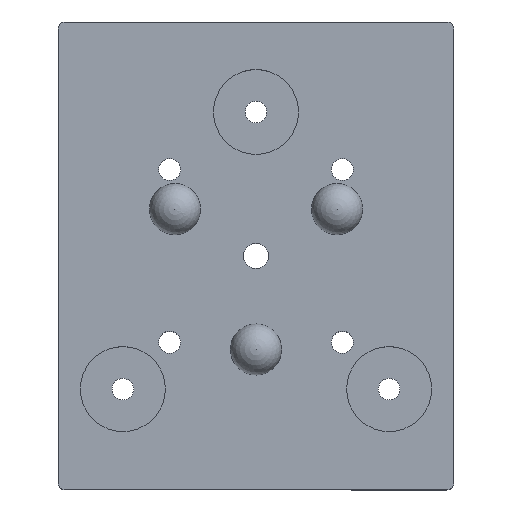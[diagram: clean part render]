
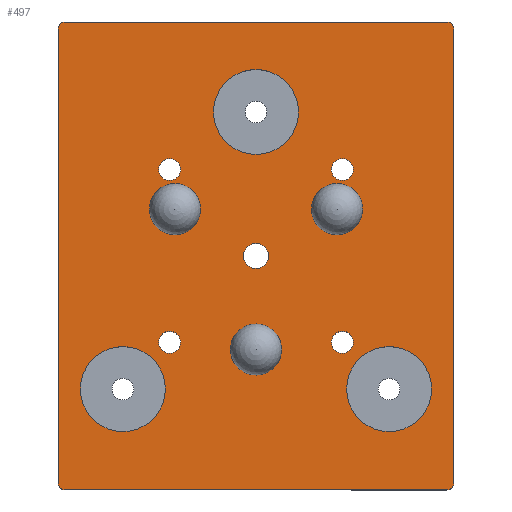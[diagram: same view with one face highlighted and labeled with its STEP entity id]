
A CAD part, top view. The second image highlights one B-rep face of the part: STEP entity #497.
In plain terms, the highlighted face is planar.
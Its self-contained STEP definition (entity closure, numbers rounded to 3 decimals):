
#37=FACE_BOUND('',#164,.T.);
#38=FACE_BOUND('',#165,.T.);
#39=FACE_BOUND('',#166,.T.);
#40=FACE_BOUND('',#167,.T.);
#41=FACE_BOUND('',#168,.T.);
#42=FACE_BOUND('',#169,.T.);
#43=FACE_BOUND('',#170,.T.);
#44=FACE_BOUND('',#171,.T.);
#45=FACE_BOUND('',#172,.T.);
#46=FACE_BOUND('',#173,.T.);
#47=FACE_BOUND('',#174,.T.);
#49=CIRCLE('',#517,1.525);
#51=CIRCLE('',#520,1.525);
#53=CIRCLE('',#523,1.525);
#55=CIRCLE('',#526,1.525);
#57=CIRCLE('',#529,1.75);
#58=CIRCLE('',#531,1.);
#60=CIRCLE('',#535,1.);
#62=CIRCLE('',#538,1.);
#64=CIRCLE('',#542,1.);
#71=CIRCLE('',#553,5.9);
#74=CIRCLE('',#558,5.9);
#77=CIRCLE('',#563,5.9);
#78=CIRCLE('',#568,3.55);
#80=CIRCLE('',#571,3.55);
#82=CIRCLE('',#574,3.55);
#125=FACE_OUTER_BOUND('',#163,.T.);
#163=EDGE_LOOP('',(#443,#444,#445,#446,#447,#448,#449,#450));
#164=EDGE_LOOP('',(#451));
#165=EDGE_LOOP('',(#452));
#166=EDGE_LOOP('',(#453));
#167=EDGE_LOOP('',(#454));
#168=EDGE_LOOP('',(#455));
#169=EDGE_LOOP('',(#456));
#170=EDGE_LOOP('',(#457));
#171=EDGE_LOOP('',(#458));
#172=EDGE_LOOP('',(#459));
#173=EDGE_LOOP('',(#460));
#174=EDGE_LOOP('',(#461));
#175=LINE('',#748,#202);
#186=LINE('',#795,#213);
#190=LINE('',#810,#217);
#194=LINE('',#821,#221);
#202=VECTOR('',#587,10.);
#213=VECTOR('',#636,10.);
#217=VECTOR('',#654,10.);
#221=VECTOR('',#666,10.);
#229=VERTEX_POINT('',#746);
#230=VERTEX_POINT('',#747);
#234=VERTEX_POINT('',#757);
#236=VERTEX_POINT('',#763);
#238=VERTEX_POINT('',#769);
#240=VERTEX_POINT('',#775);
#242=VERTEX_POINT('',#781);
#244=VERTEX_POINT('',#786);
#245=VERTEX_POINT('',#788);
#247=VERTEX_POINT('',#794);
#249=VERTEX_POINT('',#803);
#251=VERTEX_POINT('',#809);
#253=VERTEX_POINT('',#815);
#260=VERTEX_POINT('',#836);
#263=VERTEX_POINT('',#845);
#266=VERTEX_POINT('',#854);
#267=VERTEX_POINT('',#864);
#269=VERTEX_POINT('',#869);
#271=VERTEX_POINT('',#874);
#273=EDGE_CURVE('',#229,#230,#175,.T.);
#279=EDGE_CURVE('',#234,#234,#49,.T.);
#282=EDGE_CURVE('',#236,#236,#51,.T.);
#285=EDGE_CURVE('',#238,#238,#53,.T.);
#288=EDGE_CURVE('',#240,#240,#55,.T.);
#291=EDGE_CURVE('',#242,#242,#57,.T.);
#293=EDGE_CURVE('',#244,#245,#58,.T.);
#296=EDGE_CURVE('',#247,#245,#186,.T.);
#299=EDGE_CURVE('',#247,#229,#60,.T.);
#301=EDGE_CURVE('',#230,#249,#62,.T.);
#304=EDGE_CURVE('',#249,#251,#190,.T.);
#307=EDGE_CURVE('',#251,#253,#64,.T.);
#310=EDGE_CURVE('',#253,#244,#194,.T.);
#317=EDGE_CURVE('',#260,#260,#71,.T.);
#321=EDGE_CURVE('',#263,#263,#74,.T.);
#325=EDGE_CURVE('',#266,#266,#77,.T.);
#330=EDGE_CURVE('',#267,#267,#78,.T.);
#332=EDGE_CURVE('',#269,#269,#80,.T.);
#334=EDGE_CURVE('',#271,#271,#82,.T.);
#443=ORIENTED_EDGE('',*,*,#273,.F.);
#444=ORIENTED_EDGE('',*,*,#299,.F.);
#445=ORIENTED_EDGE('',*,*,#296,.T.);
#446=ORIENTED_EDGE('',*,*,#293,.F.);
#447=ORIENTED_EDGE('',*,*,#310,.F.);
#448=ORIENTED_EDGE('',*,*,#307,.F.);
#449=ORIENTED_EDGE('',*,*,#304,.F.);
#450=ORIENTED_EDGE('',*,*,#301,.F.);
#451=ORIENTED_EDGE('',*,*,#291,.T.);
#452=ORIENTED_EDGE('',*,*,#288,.T.);
#453=ORIENTED_EDGE('',*,*,#285,.T.);
#454=ORIENTED_EDGE('',*,*,#282,.T.);
#455=ORIENTED_EDGE('',*,*,#279,.T.);
#456=ORIENTED_EDGE('',*,*,#317,.T.);
#457=ORIENTED_EDGE('',*,*,#321,.T.);
#458=ORIENTED_EDGE('',*,*,#325,.T.);
#459=ORIENTED_EDGE('',*,*,#330,.T.);
#460=ORIENTED_EDGE('',*,*,#332,.T.);
#461=ORIENTED_EDGE('',*,*,#334,.T.);
#470=PLANE('',#576);
#497=ADVANCED_FACE('',(#125,#37,#38,#39,#40,#41,#42,#43,#44,#45,#46,#47),
#470,.T.);
#517=AXIS2_PLACEMENT_3D('',#759,#596,#597);
#520=AXIS2_PLACEMENT_3D('',#765,#603,#604);
#523=AXIS2_PLACEMENT_3D('',#771,#610,#611);
#526=AXIS2_PLACEMENT_3D('',#777,#617,#618);
#529=AXIS2_PLACEMENT_3D('',#783,#624,#625);
#531=AXIS2_PLACEMENT_3D('',#789,#629,#630);
#535=AXIS2_PLACEMENT_3D('',#800,#641,#642);
#538=AXIS2_PLACEMENT_3D('',#804,#647,#648);
#542=AXIS2_PLACEMENT_3D('',#816,#659,#660);
#553=AXIS2_PLACEMENT_3D('',#837,#684,#685);
#558=AXIS2_PLACEMENT_3D('',#846,#695,#696);
#563=AXIS2_PLACEMENT_3D('',#855,#706,#707);
#568=AXIS2_PLACEMENT_3D('',#865,#720,#721);
#571=AXIS2_PLACEMENT_3D('',#870,#726,#727);
#574=AXIS2_PLACEMENT_3D('',#875,#732,#733);
#576=AXIS2_PLACEMENT_3D('',#878,#736,#737);
#587=DIRECTION('',(0.,-1.,0.));
#596=DIRECTION('center_axis',(-1.,0.,0.));
#597=DIRECTION('ref_axis',(0.,0.,-1.));
#603=DIRECTION('center_axis',(-1.,0.,0.));
#604=DIRECTION('ref_axis',(0.,0.,-1.));
#610=DIRECTION('center_axis',(-1.,0.,0.));
#611=DIRECTION('ref_axis',(0.,0.,-1.));
#617=DIRECTION('center_axis',(-1.,0.,0.));
#618=DIRECTION('ref_axis',(0.,0.,-1.));
#624=DIRECTION('center_axis',(-1.,0.,0.));
#625=DIRECTION('ref_axis',(0.,0.,-1.));
#629=DIRECTION('center_axis',(-1.,0.,0.));
#630=DIRECTION('ref_axis',(0.,0.707,0.707));
#636=DIRECTION('',(0.,0.,1.));
#641=DIRECTION('center_axis',(-1.,0.,0.));
#642=DIRECTION('ref_axis',(0.,0.707,-0.707));
#647=DIRECTION('center_axis',(-1.,0.,0.));
#648=DIRECTION('ref_axis',(0.,-0.707,-0.707));
#654=DIRECTION('',(0.,0.,1.));
#659=DIRECTION('center_axis',(-1.,0.,0.));
#660=DIRECTION('ref_axis',(0.,-0.707,0.707));
#666=DIRECTION('',(0.,1.,0.));
#684=DIRECTION('center_axis',(-1.,0.,0.));
#685=DIRECTION('ref_axis',(0.,1.,0.));
#695=DIRECTION('center_axis',(-1.,0.,0.));
#696=DIRECTION('ref_axis',(0.,1.,0.));
#706=DIRECTION('center_axis',(-1.,0.,0.));
#707=DIRECTION('ref_axis',(0.,1.,0.));
#720=DIRECTION('center_axis',(-1.,0.,0.));
#721=DIRECTION('ref_axis',(0.,0.,1.));
#726=DIRECTION('center_axis',(-1.,0.,0.));
#727=DIRECTION('ref_axis',(0.,0.,1.));
#732=DIRECTION('center_axis',(-1.,0.,0.));
#733=DIRECTION('ref_axis',(0.,0.,1.));
#736=DIRECTION('center_axis',(1.,0.,0.));
#737=DIRECTION('ref_axis',(0.,1.,0.));
#746=CARTESIAN_POINT('',(0.,64.,0.));
#747=CARTESIAN_POINT('',(0.,1.,0.));
#748=CARTESIAN_POINT('',(0.,16.25,0.));
#757=CARTESIAN_POINT('',(0.,44.5,41.025));
#759=CARTESIAN_POINT('Origin',(0.,44.5,39.5));
#763=CARTESIAN_POINT('',(0.,20.5,17.025));
#765=CARTESIAN_POINT('Origin',(0.,20.5,15.5));
#769=CARTESIAN_POINT('',(0.,20.5,41.025));
#771=CARTESIAN_POINT('Origin',(0.,20.5,39.5));
#775=CARTESIAN_POINT('',(0.,44.5,17.025));
#777=CARTESIAN_POINT('Origin',(0.,44.5,15.5));
#781=CARTESIAN_POINT('',(0.,32.5,29.25));
#783=CARTESIAN_POINT('Origin',(0.,32.5,27.5));
#786=CARTESIAN_POINT('',(0.,64.,55.));
#788=CARTESIAN_POINT('',(0.,65.,54.));
#789=CARTESIAN_POINT('Origin',(0.,64.,54.));
#794=CARTESIAN_POINT('',(0.,65.,1.));
#795=CARTESIAN_POINT('',(0.,65.,0.));
#800=CARTESIAN_POINT('Origin',(0.,64.,1.));
#803=CARTESIAN_POINT('',(0.,0.,1.));
#804=CARTESIAN_POINT('Origin',(0.,1.,1.));
#809=CARTESIAN_POINT('',(0.,0.,54.));
#810=CARTESIAN_POINT('',(0.,0.,0.));
#815=CARTESIAN_POINT('',(0.,1.,55.));
#816=CARTESIAN_POINT('Origin',(0.,1.,54.));
#821=CARTESIAN_POINT('',(0.,0.,55.));
#836=CARTESIAN_POINT('',(0.,46.6,27.5));
#837=CARTESIAN_POINT('Origin',(0.,52.5,27.5));
#845=CARTESIAN_POINT('',(0.,8.1,9.));
#846=CARTESIAN_POINT('Origin',(0.,14.,9.));
#854=CARTESIAN_POINT('',(0.,8.1,46.));
#855=CARTESIAN_POINT('Origin',(0.,14.,46.));
#864=CARTESIAN_POINT('',(0.,23.05,27.5));
#865=CARTESIAN_POINT('Origin',(0.,19.5,27.5));
#869=CARTESIAN_POINT('',(0.,37.225,35.684));
#870=CARTESIAN_POINT('Origin',(0.,39.,38.758));
#874=CARTESIAN_POINT('',(0.,37.225,19.316));
#875=CARTESIAN_POINT('Origin',(0.,39.,16.242));
#878=CARTESIAN_POINT('Origin',(0.,0.,0.));
